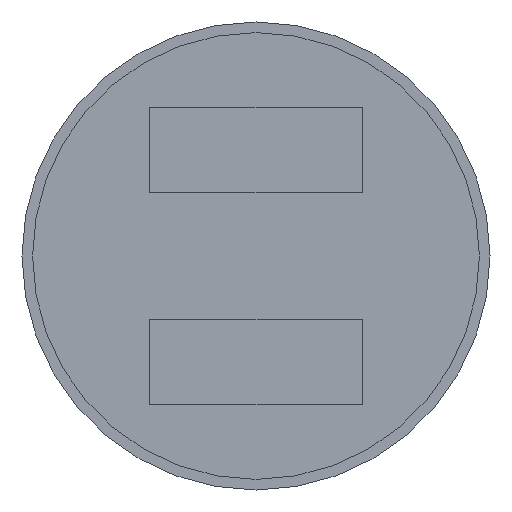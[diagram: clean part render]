
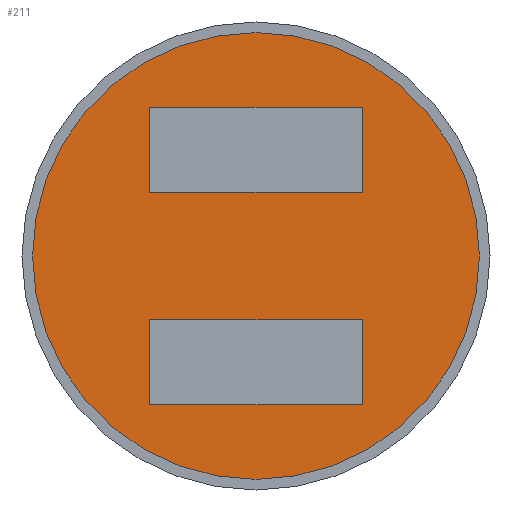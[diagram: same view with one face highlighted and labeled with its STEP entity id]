
A CAD part, front view. The second image highlights one B-rep face of the part: STEP entity #211.
In plain terms, the highlighted planar face has unit normal (0, -1, 0).
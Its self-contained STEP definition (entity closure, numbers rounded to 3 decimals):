
#23 = LINE ( 'NONE', #400, #953 ) ;
#31 = ORIENTED_EDGE ( 'NONE', *, *, #257, .T. ) ;
#54 = CARTESIAN_POINT ( 'NONE',  ( 0., -2.5, 0. ) ) ;
#60 = ORIENTED_EDGE ( 'NONE', *, *, #345, .T. ) ;
#66 = CARTESIAN_POINT ( 'NONE',  ( 0., -2.5, 1.05 ) ) ;
#91 = EDGE_CURVE ( 'NONE', #809, #609, #335, .T. ) ;
#93 = DIRECTION ( 'NONE',  ( 0., 0., 1. ) ) ;
#99 = DIRECTION ( 'NONE',  ( -1., 0., 0. ) ) ;
#121 = EDGE_CURVE ( 'NONE', #940, #1078, #331, .T. ) ;
#138 = EDGE_CURVE ( 'NONE', #479, #570, #897, .T. ) ;
#171 = CARTESIAN_POINT ( 'NONE',  ( -0.5, -2.5, -0.3 ) ) ;
#211 = ADVANCED_FACE ( 'NONE', ( #330, #423, #894 ), #1184, .F. ) ;
#227 = VECTOR ( 'NONE', #1133, 1000. ) ;
#240 = CARTESIAN_POINT ( 'NONE',  ( -0.5, -2.5, 0.3 ) ) ;
#241 = CARTESIAN_POINT ( 'NONE',  ( -0.5, -2.5, 0.3 ) ) ;
#257 = EDGE_CURVE ( 'NONE', #1025, #783, #444, .T. ) ;
#275 = DIRECTION ( 'NONE',  ( 0., 1., 0. ) ) ;
#284 = CARTESIAN_POINT ( 'NONE',  ( 0., -2.5, 0. ) ) ;
#318 = VECTOR ( 'NONE', #1214, 1000. ) ;
#330 = FACE_BOUND ( 'NONE', #1094, .T. ) ;
#331 = LINE ( 'NONE', #1111, #716 ) ;
#335 = LINE ( 'NONE', #240, #974 ) ;
#345 = EDGE_CURVE ( 'NONE', #1078, #809, #737, .T. ) ;
#369 = EDGE_CURVE ( 'NONE', #669, #473, #1046, .T. ) ;
#370 = EDGE_LOOP ( 'NONE', ( #604, #791, #1200, #60 ) ) ;
#383 = CARTESIAN_POINT ( 'NONE',  ( -0.5, -2.5, -0.3 ) ) ;
#385 = CARTESIAN_POINT ( 'NONE',  ( 0.5, -2.5, -0.7 ) ) ;
#398 = ORIENTED_EDGE ( 'NONE', *, *, #747, .T. ) ;
#400 = CARTESIAN_POINT ( 'NONE',  ( -0.5, -2.5, -0.7 ) ) ;
#422 = ORIENTED_EDGE ( 'NONE', *, *, #369, .T. ) ;
#423 = FACE_OUTER_BOUND ( 'NONE', #727, .T. ) ;
#444 = LINE ( 'NONE', #171, #678 ) ;
#445 = CARTESIAN_POINT ( 'NONE',  ( 0., -2.5, 0. ) ) ;
#473 = VERTEX_POINT ( 'NONE', #861 ) ;
#479 = VERTEX_POINT ( 'NONE', #1064 ) ;
#493 = AXIS2_PLACEMENT_3D ( 'NONE', #284, #275, #932 ) ;
#522 = DIRECTION ( 'NONE',  ( 0., 0., -1. ) ) ;
#534 = VECTOR ( 'NONE', #1092, 1000. ) ;
#561 = EDGE_CURVE ( 'NONE', #473, #1025, #23, .T. ) ;
#570 = VERTEX_POINT ( 'NONE', #66 ) ;
#587 = CARTESIAN_POINT ( 'NONE',  ( 0.5, -2.5, -0.3 ) ) ;
#597 = ORIENTED_EDGE ( 'NONE', *, *, #138, .F. ) ;
#604 = ORIENTED_EDGE ( 'NONE', *, *, #91, .T. ) ;
#609 = VERTEX_POINT ( 'NONE', #863 ) ;
#620 = ORIENTED_EDGE ( 'NONE', *, *, #628, .F. ) ;
#628 = EDGE_CURVE ( 'NONE', #570, #479, #1033, .T. ) ;
#645 = DIRECTION ( 'NONE',  ( 0., 1., 0. ) ) ;
#669 = VERTEX_POINT ( 'NONE', #385 ) ;
#678 = VECTOR ( 'NONE', #830, 1000. ) ;
#716 = VECTOR ( 'NONE', #522, 1000. ) ;
#727 = EDGE_LOOP ( 'NONE', ( #597, #620 ) ) ;
#730 = CARTESIAN_POINT ( 'NONE',  ( -0.5, -2.5, -0.7 ) ) ;
#737 = LINE ( 'NONE', #1122, #318 ) ;
#747 = EDGE_CURVE ( 'NONE', #783, #669, #1067, .T. ) ;
#773 = AXIS2_PLACEMENT_3D ( 'NONE', #54, #836, #1039 ) ;
#783 = VERTEX_POINT ( 'NONE', #587 ) ;
#785 = DIRECTION ( 'NONE',  ( 0., 0., 1. ) ) ;
#791 = ORIENTED_EDGE ( 'NONE', *, *, #1038, .T. ) ;
#809 = VERTEX_POINT ( 'NONE', #241 ) ;
#818 = VECTOR ( 'NONE', #99, 1000. ) ;
#819 = CARTESIAN_POINT ( 'NONE',  ( 0.5, -2.5, 0.7 ) ) ;
#830 = DIRECTION ( 'NONE',  ( 1., 0., 0. ) ) ;
#836 = DIRECTION ( 'NONE',  ( 0., 1., 0. ) ) ;
#847 = CARTESIAN_POINT ( 'NONE',  ( 0.5, -2.5, 0.3 ) ) ;
#861 = CARTESIAN_POINT ( 'NONE',  ( -0.5, -2.5, -0.7 ) ) ;
#863 = CARTESIAN_POINT ( 'NONE',  ( -0.5, -2.5, 0.7 ) ) ;
#894 = FACE_BOUND ( 'NONE', #370, .T. ) ;
#897 = CIRCLE ( 'NONE', #1013, 1.05 ) ;
#932 = DIRECTION ( 'NONE',  ( 0., 0., 1. ) ) ;
#940 = VERTEX_POINT ( 'NONE', #819 ) ;
#942 = CARTESIAN_POINT ( 'NONE',  ( -0.5, -2.5, 0.7 ) ) ;
#953 = VECTOR ( 'NONE', #785, 1000. ) ;
#974 = VECTOR ( 'NONE', #1002, 1000. ) ;
#984 = CARTESIAN_POINT ( 'NONE',  ( 0.5, -2.5, -0.7 ) ) ;
#1002 = DIRECTION ( 'NONE',  ( 0., 0., 1. ) ) ;
#1013 = AXIS2_PLACEMENT_3D ( 'NONE', #445, #645, #93 ) ;
#1025 = VERTEX_POINT ( 'NONE', #383 ) ;
#1033 = CIRCLE ( 'NONE', #493, 1.05 ) ;
#1038 = EDGE_CURVE ( 'NONE', #609, #940, #1127, .T. ) ;
#1039 = DIRECTION ( 'NONE',  ( 0., 0., 1. ) ) ;
#1046 = LINE ( 'NONE', #730, #818 ) ;
#1064 = CARTESIAN_POINT ( 'NONE',  ( 0., -2.5, -1.05 ) ) ;
#1067 = LINE ( 'NONE', #984, #534 ) ;
#1078 = VERTEX_POINT ( 'NONE', #847 ) ;
#1092 = DIRECTION ( 'NONE',  ( 0., 0., -1. ) ) ;
#1094 = EDGE_LOOP ( 'NONE', ( #1177, #31, #398, #422 ) ) ;
#1111 = CARTESIAN_POINT ( 'NONE',  ( 0.5, -2.5, 0.3 ) ) ;
#1122 = CARTESIAN_POINT ( 'NONE',  ( -0.5, -2.5, 0.3 ) ) ;
#1127 = LINE ( 'NONE', #942, #227 ) ;
#1133 = DIRECTION ( 'NONE',  ( 1., 0., 0. ) ) ;
#1177 = ORIENTED_EDGE ( 'NONE', *, *, #561, .T. ) ;
#1184 = PLANE ( 'NONE',  #773 ) ;
#1200 = ORIENTED_EDGE ( 'NONE', *, *, #121, .T. ) ;
#1214 = DIRECTION ( 'NONE',  ( -1., 0., 0. ) ) ;
